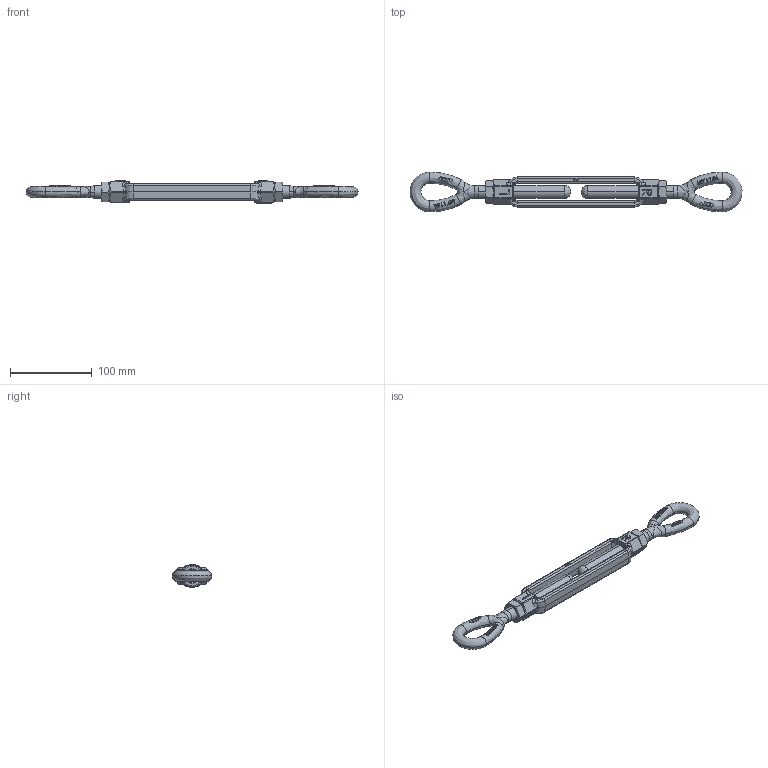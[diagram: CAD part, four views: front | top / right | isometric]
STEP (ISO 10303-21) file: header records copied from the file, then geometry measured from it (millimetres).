
FILE_DESCRIPTION(('STEP AP203'),'1');
FILE_NAME('SSGPOO1606.stp','2014-03-28T16:21:23',('TraceParts'),('TraceParts S.A.'),'XStep 1.0',' ',' ');
FILE_SCHEMA(('CONFIG_CONTROL_DESIGN'));
Length unit declared in the file: millimetre
Products named in the file (8): 1; 2; 3; 4; 5; 6; 7; 8
Bounding box: 406.88 x 48.5 x 28 mm (x, y, z)
Volume: 166101.5 mm3; surface area: 54688.3 mm2
Topology: 8 solids, 8 shells, 662 faces, 1702 edges, 1064 vertices
Faces by surface type: plane 266, bspline 214, cylinder 130, cone 52
Entity records: 31540 total; most frequent: CARTESIAN_POINT 17462, ORIENTED_EDGE 3372, DIRECTION 2054, EDGE_CURVE 1686, VERTEX_POINT 1064, B_SPLINE_CURVE_WITH_KNOTS 724, AXIS2_PLACEMENT_3D 707, EDGE_LOOP 698
